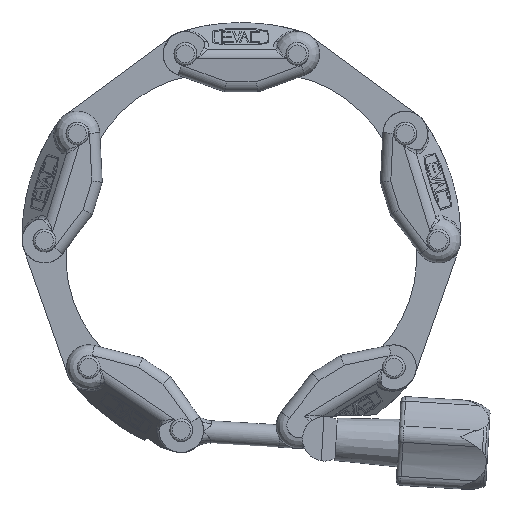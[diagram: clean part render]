
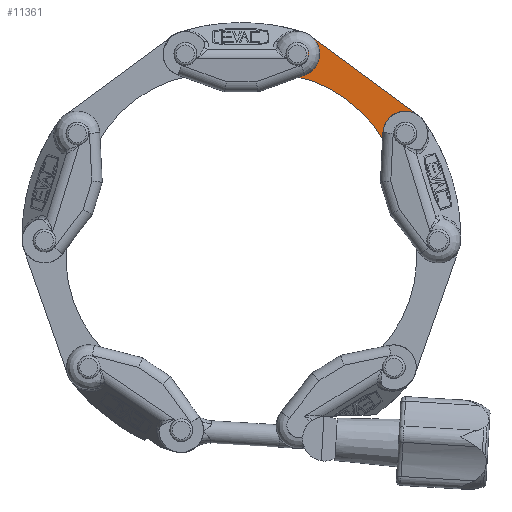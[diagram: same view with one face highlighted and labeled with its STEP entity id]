
A CAD part, left-side view. The second image highlights one B-rep face of the part: STEP entity #11361.
In plain terms, the highlighted face is planar.
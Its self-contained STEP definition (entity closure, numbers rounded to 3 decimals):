
#742=LINE('',#15964,#1865);
#1865=VECTOR('',#13076,1000.);
#2993=ORIENTED_EDGE('',*,*,#6445,.T.);
#2994=ORIENTED_EDGE('',*,*,#6446,.T.);
#2995=ORIENTED_EDGE('',*,*,#6447,.F.);
#2996=ORIENTED_EDGE('',*,*,#6448,.F.);
#2997=ORIENTED_EDGE('',*,*,#6449,.F.);
#2998=ORIENTED_EDGE('',*,*,#6450,.F.);
#6445=EDGE_CURVE('',#8171,#8171,#9328,.T.);
#6446=EDGE_CURVE('',#8172,#8172,#9329,.T.);
#6447=EDGE_CURVE('',#8173,#8174,#9330,.T.);
#6448=EDGE_CURVE('',#8175,#8173,#9331,.T.);
#6449=EDGE_CURVE('',#8176,#8175,#9332,.T.);
#6450=EDGE_CURVE('',#8174,#8176,#742,.T.);
#8171=VERTEX_POINT('',#15954);
#8172=VERTEX_POINT('',#15956);
#8173=VERTEX_POINT('',#15958);
#8174=VERTEX_POINT('',#15959);
#8175=VERTEX_POINT('',#15961);
#8176=VERTEX_POINT('',#15963);
#9328=CIRCLE('',#12174,2.5);
#9329=CIRCLE('',#12175,2.5);
#9330=CIRCLE('',#12176,5.);
#9331=CIRCLE('',#12177,30.);
#9332=CIRCLE('',#12178,5.);
#9514=EDGE_LOOP('',(#2993));
#9515=EDGE_LOOP('',(#2994));
#9516=EDGE_LOOP('',(#2995,#2996,#2997,#2998));
#10226=FACE_BOUND('',#9514,.T.);
#10227=FACE_BOUND('',#9515,.T.);
#10228=FACE_BOUND('',#9516,.T.);
#10936=PLANE('',#12173);
#11361=ADVANCED_FACE('',(#10226,#10227,#10228),#10936,.F.);
#12173=AXIS2_PLACEMENT_3D('',#15952,#13064,#13065);
#12174=AXIS2_PLACEMENT_3D('',#15953,#13066,#13067);
#12175=AXIS2_PLACEMENT_3D('',#15955,#13068,#13069);
#12176=AXIS2_PLACEMENT_3D('',#15957,#13070,#13071);
#12177=AXIS2_PLACEMENT_3D('',#15960,#13072,#13073);
#12178=AXIS2_PLACEMENT_3D('',#15962,#13074,#13075);
#13064=DIRECTION('',(0.,0.,1.));
#13065=DIRECTION('',(1.,0.,0.));
#13066=DIRECTION('',(0.,0.,1.));
#13067=DIRECTION('',(-1.,0.,0.));
#13068=DIRECTION('',(0.,0.,1.));
#13069=DIRECTION('',(-1.,0.,0.));
#13070=DIRECTION('',(0.,0.,1.));
#13071=DIRECTION('',(1.,0.,0.));
#13072=DIRECTION('',(0.,0.,-1.));
#13073=DIRECTION('',(-0.429,-0.904,0.));
#13074=DIRECTION('',(0.,0.,1.));
#13075=DIRECTION('',(1.,0.,0.));
#13076=DIRECTION('',(-1.,0.,0.));
#15952=CARTESIAN_POINT('',(14.896,31.646,-1.));
#15953=CARTESIAN_POINT('',(-15.,31.623,-1.));
#15954=CARTESIAN_POINT('',(-17.5,31.623,-1.));
#15955=CARTESIAN_POINT('',(15.,31.623,-1.));
#15956=CARTESIAN_POINT('',(12.5,31.623,-1.));
#15957=CARTESIAN_POINT('',(15.,31.623,-1.));
#15958=CARTESIAN_POINT('',(12.857,27.105,-1.));
#15959=CARTESIAN_POINT('',(15.,36.623,-1.));
#15960=CARTESIAN_POINT('',(0.,0.,-1.));
#15961=CARTESIAN_POINT('',(-12.857,27.105,-1.));
#15962=CARTESIAN_POINT('',(-15.,31.623,-1.));
#15963=CARTESIAN_POINT('',(-15.,36.623,-1.));
#15964=CARTESIAN_POINT('',(15.,36.623,-1.));
